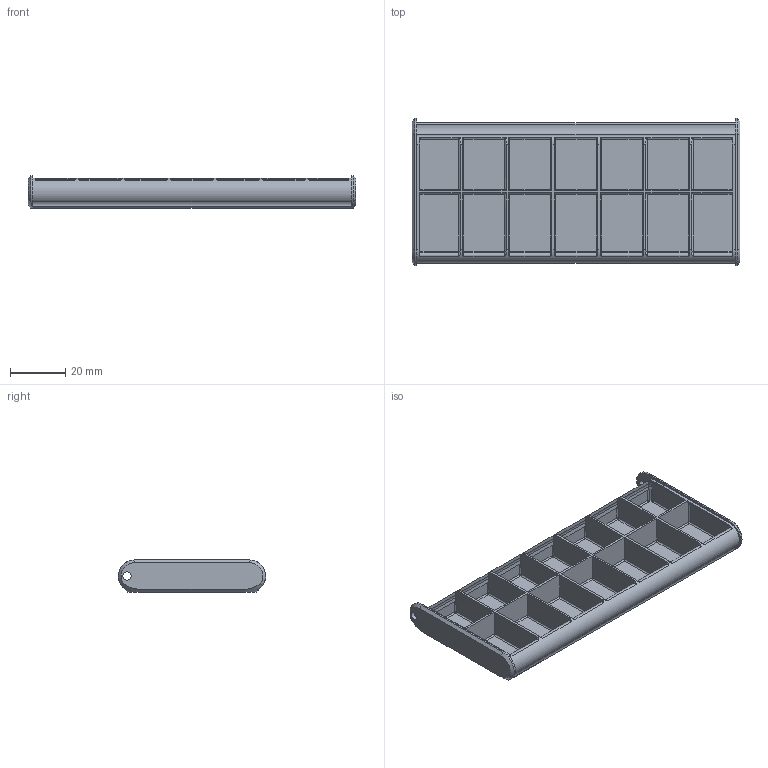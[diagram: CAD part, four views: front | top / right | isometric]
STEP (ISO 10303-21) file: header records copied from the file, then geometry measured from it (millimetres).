
FILE_DESCRIPTION(/* description */ ('STEP AP242','CAx-IF Rec.Pracs.---Representation and Presentation of Product Manufacturing Information (PMI)---4.0---2014-10-13','CAx-IF Rec.Pracs.---3D Tessellated Geometry---0.4---2014-09-14','2;1'),/* implementation_level */ '2;1');
FILE_NAME(/* name */ 'box - base',/* time_stamp */ '2025-01-25T15:29:13Z',/* author */ (''),/* organization */ (''),/* preprocessor_version */ 'ST-DEVELOPER v20',/* originating_system */ 'ONSHAPE BY PTC INC, 1.192',/* authorisation */ ' ');
FILE_SCHEMA (('AP242_MANAGED_MODEL_BASED_3D_ENGINEERING_MIM_LF { 1 0 10303 442 1 1 4 }'));
Length unit declared in the file: metre
Products named in the file (1): base
Bounding box: 118.4 x 53.19 x 11.6 mm (x, y, z)
Volume: 14476.1 mm3; surface area: 24638.3 mm2
Topology: 1 solids, 1 shells, 283 faces, 749 edges, 426 vertices
Faces by surface type: cylinder 115, plane 112, bspline 28, torus 18, cone 8, sphere 2
Full cylindrical faces by diameter (mm): 3 x2
Entity records: 8923 total; most frequent: CARTESIAN_POINT 2067, DIRECTION 1473, ORIENTED_EDGE 1434, EDGE_CURVE 717, AXIS2_PLACEMENT_3D 526, VERTEX_POINT 426, LINE 421, VECTOR 421
